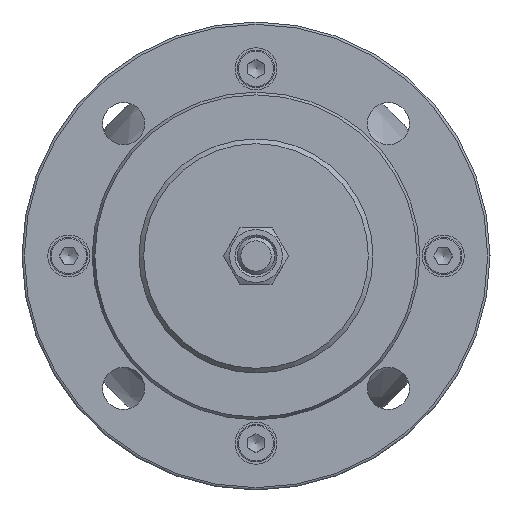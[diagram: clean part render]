
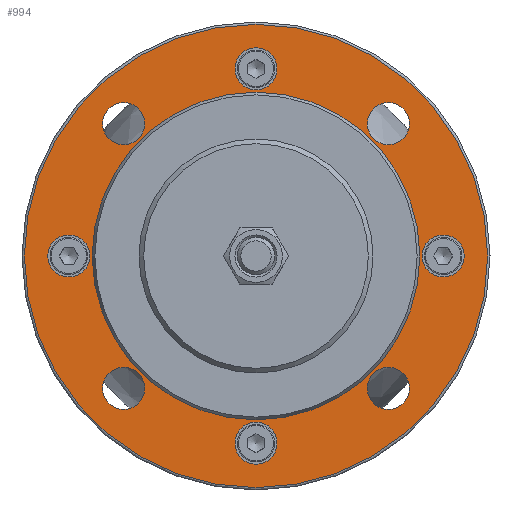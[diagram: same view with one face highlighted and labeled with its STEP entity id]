
A CAD part, left-side view. The second image highlights one B-rep face of the part: STEP entity #994.
In plain terms, the highlighted planar face has unit normal (-1, 0, 0).
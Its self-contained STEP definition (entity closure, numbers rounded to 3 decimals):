
#994 = ADVANCED_FACE( '', ( #2269, #2270, #2271, #2272, #2273, #2274, #2275, #2276, #2277, #2278 ), #2279, .F. );
#2269 = FACE_OUTER_BOUND( '', #3649, .T. );
#2270 = FACE_BOUND( '', #3650, .T. );
#2271 = FACE_BOUND( '', #3651, .T. );
#2272 = FACE_BOUND( '', #3652, .T. );
#2273 = FACE_BOUND( '', #3653, .T. );
#2274 = FACE_BOUND( '', #3654, .T. );
#2275 = FACE_BOUND( '', #3655, .T. );
#2276 = FACE_BOUND( '', #3656, .T. );
#2277 = FACE_BOUND( '', #3657, .T. );
#2278 = FACE_BOUND( '', #3658, .T. );
#2279 = PLANE( '', #3659 );
#3649 = EDGE_LOOP( '', ( #5778 ) );
#3650 = EDGE_LOOP( '', ( #5779 ) );
#3651 = EDGE_LOOP( '', ( #5780 ) );
#3652 = EDGE_LOOP( '', ( #5781 ) );
#3653 = EDGE_LOOP( '', ( #5782 ) );
#3654 = EDGE_LOOP( '', ( #5783 ) );
#3655 = EDGE_LOOP( '', ( #5784 ) );
#3656 = EDGE_LOOP( '', ( #5785 ) );
#3657 = EDGE_LOOP( '', ( #5786 ) );
#3658 = EDGE_LOOP( '', ( #5787 ) );
#3659 = AXIS2_PLACEMENT_3D( '', #5788, #5789, #5790 );
#5778 = ORIENTED_EDGE( '', *, *, #6759, .T. );
#5779 = ORIENTED_EDGE( '', *, *, #6174, .F. );
#5780 = ORIENTED_EDGE( '', *, *, #6518, .F. );
#5781 = ORIENTED_EDGE( '', *, *, #6250, .F. );
#5782 = ORIENTED_EDGE( '', *, *, #6848, .F. );
#5783 = ORIENTED_EDGE( '', *, *, #6586, .T. );
#5784 = ORIENTED_EDGE( '', *, *, #6853, .T. );
#5785 = ORIENTED_EDGE( '', *, *, #6764, .T. );
#5786 = ORIENTED_EDGE( '', *, *, #6613, .T. );
#5787 = ORIENTED_EDGE( '', *, *, #6353, .T. );
#5788 = CARTESIAN_POINT( '', ( -108., 98.5, 0. ) );
#5789 = DIRECTION( '', ( 1., 0., 0. ) );
#5790 = DIRECTION( '', ( 0., 1., 0. ) );
#6174 = EDGE_CURVE( '', #7041, #7041, #7042, .T. );
#6250 = EDGE_CURVE( '', #7165, #7165, #7166, .T. );
#6353 = EDGE_CURVE( '', #7333, #7333, #7334, .T. );
#6518 = EDGE_CURVE( '', #7604, #7604, #7605, .T. );
#6586 = EDGE_CURVE( '', #7703, #7703, #7704, .T. );
#6613 = EDGE_CURVE( '', #7746, #7746, #7747, .T. );
#6759 = EDGE_CURVE( '', #7955, #7955, #7956, .T. );
#6764 = EDGE_CURVE( '', #7961, #7961, #7962, .T. );
#6848 = EDGE_CURVE( '', #8065, #8065, #8066, .T. );
#6853 = EDGE_CURVE( '', #8071, #8071, #8072, .T. );
#7041 = VERTEX_POINT( '', #8361 );
#7042 = CIRCLE( '', #8362, 9. );
#7165 = VERTEX_POINT( '', #8677 );
#7166 = CIRCLE( '', #8678, 9. );
#7333 = VERTEX_POINT( '', #8991 );
#7334 = CIRCLE( '', #8992, 70. );
#7604 = VERTEX_POINT( '', #9474 );
#7605 = CIRCLE( '', #9475, 9. );
#7703 = VERTEX_POINT( '', #9616 );
#7704 = CIRCLE( '', #9617, 9. );
#7746 = VERTEX_POINT( '', #9665 );
#7747 = CIRCLE( '', #9666, 9. );
#7955 = VERTEX_POINT( '', #9976 );
#7956 = CIRCLE( '', #9977, 99. );
#7961 = VERTEX_POINT( '', #9982 );
#7962 = CIRCLE( '', #9983, 9. );
#8065 = VERTEX_POINT( '', #10145 );
#8066 = CIRCLE( '', #10146, 9. );
#8071 = VERTEX_POINT( '', #10151 );
#8072 = CIRCLE( '', #10152, 9. );
#8361 = CARTESIAN_POINT( '', ( -108., 86.364, -6.364 ) );
#8362 = AXIS2_PLACEMENT_3D( '', #10339, #10340, #10341 );
#8677 = CARTESIAN_POINT( '', ( -108., -86.364, 6.364 ) );
#8678 = AXIS2_PLACEMENT_3D( '', #10439, #10440, #10441 );
#8991 = CARTESIAN_POINT( '', ( -108., 0., -70. ) );
#8992 = AXIS2_PLACEMENT_3D( '', #10555, #10556, #10557 );
#9474 = CARTESIAN_POINT( '', ( -108., 6.364, 86.364 ) );
#9475 = AXIS2_PLACEMENT_3D( '', #10780, #10781, #10782 );
#9616 = CARTESIAN_POINT( '', ( -108., 65.569, -56.569 ) );
#9617 = AXIS2_PLACEMENT_3D( '', #10860, #10861, #10862 );
#9665 = CARTESIAN_POINT( '', ( -108., 65.569, 56.569 ) );
#9666 = AXIS2_PLACEMENT_3D( '', #10907, #10908, #10909 );
#9976 = CARTESIAN_POINT( '', ( -108., 99., 0. ) );
#9977 = AXIS2_PLACEMENT_3D( '', #11061, #11062, #11063 );
#9982 = CARTESIAN_POINT( '', ( -108., -47.569, 56.569 ) );
#9983 = AXIS2_PLACEMENT_3D( '', #11064, #11065, #11066 );
#10145 = CARTESIAN_POINT( '', ( -108., -6.364, -86.364 ) );
#10146 = AXIS2_PLACEMENT_3D( '', #11134, #11135, #11136 );
#10151 = CARTESIAN_POINT( '', ( -108., -47.569, -56.569 ) );
#10152 = AXIS2_PLACEMENT_3D( '', #11137, #11138, #11139 );
#10339 = CARTESIAN_POINT( '', ( -108., 80., 0. ) );
#10340 = DIRECTION( '', ( -1., 0., 0. ) );
#10341 = DIRECTION( '', ( 0., 0.707, -0.707 ) );
#10439 = CARTESIAN_POINT( '', ( -108., -80., 0. ) );
#10440 = DIRECTION( '', ( -1., 0., 0. ) );
#10441 = DIRECTION( '', ( 0., -0.707, 0.707 ) );
#10555 = CARTESIAN_POINT( '', ( -108., 0., 0. ) );
#10556 = DIRECTION( '', ( 1., 0., 0. ) );
#10557 = DIRECTION( '', ( 0., 0., -1. ) );
#10780 = CARTESIAN_POINT( '', ( -108., 0., 80. ) );
#10781 = DIRECTION( '', ( -1., 0., 0. ) );
#10782 = DIRECTION( '', ( 0., 0.707, 0.707 ) );
#10860 = CARTESIAN_POINT( '', ( -108., 56.569, -56.569 ) );
#10861 = DIRECTION( '', ( 1., 0., 0. ) );
#10862 = DIRECTION( '', ( 0., 1., 0. ) );
#10907 = CARTESIAN_POINT( '', ( -108., 56.569, 56.569 ) );
#10908 = DIRECTION( '', ( 1., 0., 0. ) );
#10909 = DIRECTION( '', ( 0., 1., 0. ) );
#11061 = CARTESIAN_POINT( '', ( -108., 0., 0. ) );
#11062 = DIRECTION( '', ( -1., 0., 0. ) );
#11063 = DIRECTION( '', ( 0., 1., 0. ) );
#11064 = CARTESIAN_POINT( '', ( -108., -56.569, 56.569 ) );
#11065 = DIRECTION( '', ( 1., 0., 0. ) );
#11066 = DIRECTION( '', ( 0., 1., 0. ) );
#11134 = CARTESIAN_POINT( '', ( -108., 0., -80. ) );
#11135 = DIRECTION( '', ( -1., 0., 0. ) );
#11136 = DIRECTION( '', ( 0., -0.707, -0.707 ) );
#11137 = CARTESIAN_POINT( '', ( -108., -56.569, -56.569 ) );
#11138 = DIRECTION( '', ( 1., 0., 0. ) );
#11139 = DIRECTION( '', ( 0., 1., 0. ) );
